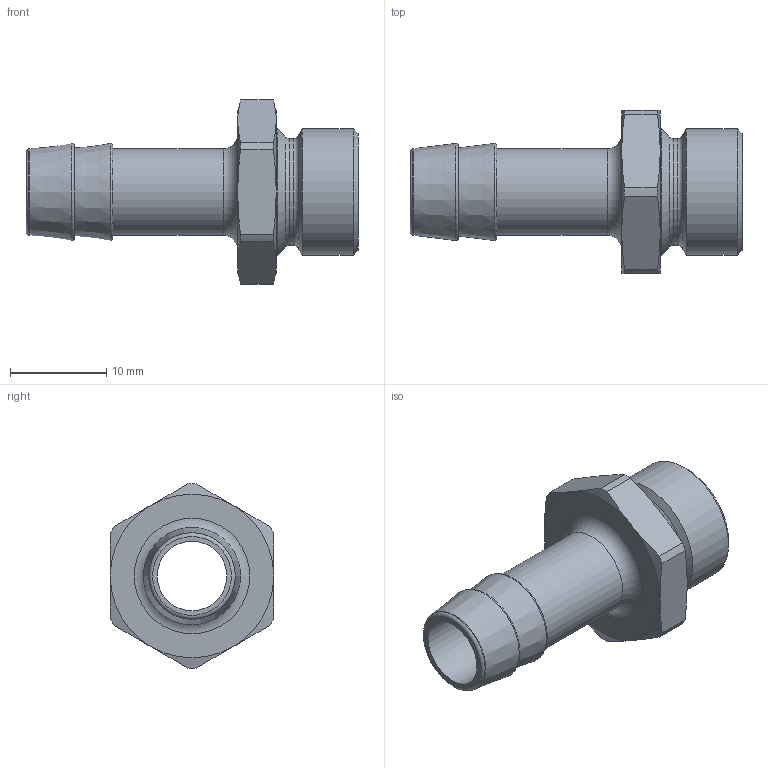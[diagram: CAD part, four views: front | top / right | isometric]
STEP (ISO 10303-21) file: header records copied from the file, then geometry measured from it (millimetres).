
FILE_DESCRIPTION((''),'2;1');
FILE_NAME('gt13_09.stp','2014-07-23T09:01:26',('AS035480'),(''),'Autodesk Inventor 2013','Autodesk Inventor 2013','');
FILE_SCHEMA(('AUTOMOTIVE_DESIGN { 1 0 10303 214 1 1 1 1 }'));
Length unit declared in the file: millimetre
Products named in the file (1): D111118
Bounding box: 34.5 x 17 x 19.15 mm (x, y, z)
Volume: 2121 mm3; surface area: 2416.9 mm2
Topology: 1 solids, 1 shells, 48 faces, 103 edges, 61 vertices
Faces by surface type: cone 18, cylinder 12, plane 12, torus 6
Full cylindrical faces by diameter (mm): 7.2 x1, 9 x2, 11.1 x1, 13.157 x2
Entity records: 1188 total; most frequent: CARTESIAN_POINT 239, DIRECTION 204, ORIENTED_EDGE 166, AXIS2_PLACEMENT_3D 96, EDGE_CURVE 83, EDGE_LOOP 72, VERTEX_POINT 59, FACE_OUTER_BOUND 48
